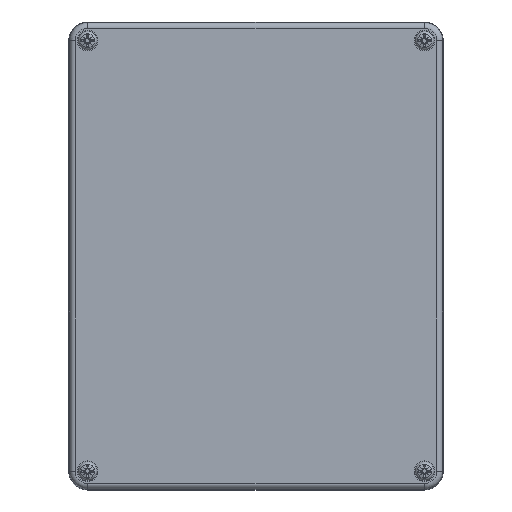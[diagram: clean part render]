
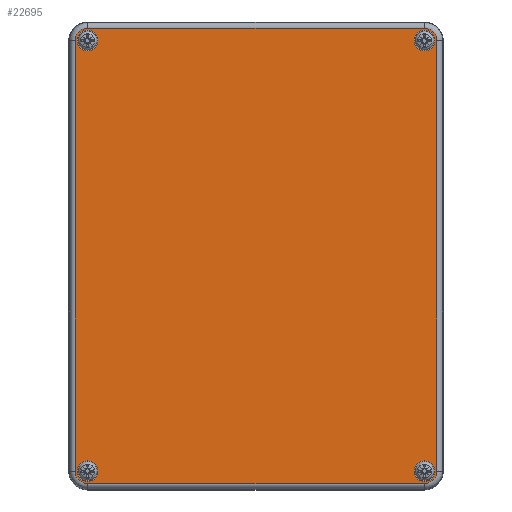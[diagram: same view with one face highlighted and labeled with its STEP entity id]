
A CAD part, top view. The second image highlights one B-rep face of the part: STEP entity #22695.
In plain terms, the highlighted face is planar.
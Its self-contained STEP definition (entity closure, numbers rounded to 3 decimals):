
#22274=CARTESIAN_POINT('',(96.616,-115.,-25.0));
#22275=VERTEX_POINT('',#22274);
#22283=CARTESIAN_POINT('',(96.616,115.,-25.0));
#22284=VERTEX_POINT('',#22283);
#22285=CARTESIAN_POINT('',(96.616,-115.,-25.0));
#22286=DIRECTION('',(0.0,1.0,0.0));
#22287=VECTOR('',#22286,230.);
#22288=LINE('',#22285,#22287);
#22289=EDGE_CURVE('',#22275,#22284,#22288,.T.);
#22316=CARTESIAN_POINT('',(90.,-121.616,-25.0));
#22317=VERTEX_POINT('',#22316);
#22325=CARTESIAN_POINT('',(90.,-115.,-25.0));
#22326=DIRECTION('',(0.0,0.0,1.0));
#22327=DIRECTION('',(0.707,-0.707,0.0));
#22328=AXIS2_PLACEMENT_3D('',#22325,#22326,#22327);
#22329=CIRCLE('',#22328,6.616);
#22330=EDGE_CURVE('',#22317,#22275,#22329,.T.);
#22348=CARTESIAN_POINT('',(90.,121.616,-25.0));
#22349=VERTEX_POINT('',#22348);
#22367=CARTESIAN_POINT('',(90.,115.,-25.0));
#22368=DIRECTION('',(0.0,0.0,1.0));
#22369=DIRECTION('',(0.707,0.707,0.0));
#22370=AXIS2_PLACEMENT_3D('',#22367,#22368,#22369);
#22371=CIRCLE('',#22370,6.616);
#22372=EDGE_CURVE('',#22284,#22349,#22371,.T.);
#22384=CARTESIAN_POINT('',(-90.,-121.616,-25.0));
#22385=VERTEX_POINT('',#22384);
#22393=CARTESIAN_POINT('',(-90.,-121.616,-25.0));
#22394=DIRECTION('',(1.0,0.0,0.0));
#22395=VECTOR('',#22394,180.);
#22396=LINE('',#22393,#22395);
#22397=EDGE_CURVE('',#22385,#22317,#22396,.T.);
#22414=CARTESIAN_POINT('',(-90.,121.616,-25.0));
#22415=VERTEX_POINT('',#22414);
#22432=CARTESIAN_POINT('',(90.,121.616,-25.0));
#22433=DIRECTION('',(-1.0,0.0,0.0));
#22434=VECTOR('',#22433,180.);
#22435=LINE('',#22432,#22434);
#22436=EDGE_CURVE('',#22349,#22415,#22435,.T.);
#22448=CARTESIAN_POINT('',(-96.616,-115.,-25.0));
#22449=VERTEX_POINT('',#22448);
#22457=CARTESIAN_POINT('',(-90.,-115.,-25.0));
#22458=DIRECTION('',(0.0,0.0,1.0));
#22459=DIRECTION('',(-0.707,-0.707,0.0));
#22460=AXIS2_PLACEMENT_3D('',#22457,#22458,#22459);
#22461=CIRCLE('',#22460,6.616);
#22462=EDGE_CURVE('',#22449,#22385,#22461,.T.);
#22480=CARTESIAN_POINT('',(-96.616,115.,-25.0));
#22481=VERTEX_POINT('',#22480);
#22499=CARTESIAN_POINT('',(-90.,115.,-25.0));
#22500=DIRECTION('',(0.0,0.0,1.0));
#22501=DIRECTION('',(-0.707,0.707,0.0));
#22502=AXIS2_PLACEMENT_3D('',#22499,#22500,#22501);
#22503=CIRCLE('',#22502,6.616);
#22504=EDGE_CURVE('',#22415,#22481,#22503,.T.);
#22522=CARTESIAN_POINT('',(-96.616,115.,-25.0));
#22523=DIRECTION('',(0.0,-1.0,0.0));
#22524=VECTOR('',#22523,230.);
#22525=LINE('',#22522,#22524);
#22526=EDGE_CURVE('',#22481,#22449,#22525,.T.);
#22636=CARTESIAN_POINT('',(0.,0.,-25.0));
#22637=DIRECTION('',(0.0,0.0,1.0));
#22638=DIRECTION('',(1.0,0.0,0.0));
#22639=AXIS2_PLACEMENT_3D('',#22636,#22637,#22638);
#22640=PLANE('',#22639);
#22641=ORIENTED_EDGE('',*,*,#22289,.F.);
#22642=ORIENTED_EDGE('',*,*,#22330,.F.);
#22643=ORIENTED_EDGE('',*,*,#22397,.F.);
#22644=ORIENTED_EDGE('',*,*,#22462,.F.);
#22645=ORIENTED_EDGE('',*,*,#22526,.F.);
#22646=ORIENTED_EDGE('',*,*,#22504,.F.);
#22647=ORIENTED_EDGE('',*,*,#22436,.F.);
#22648=ORIENTED_EDGE('',*,*,#22372,.F.);
#22649=EDGE_LOOP('',(#22641,#22642,#22643,#22644,#22645,#22646,#22647,#22648));
#22650=FACE_OUTER_BOUND('',#22649,.T.);
#22651=CARTESIAN_POINT('',(-95.5,-115.,-25.0));
#22652=VERTEX_POINT('',#22651);
#22653=CARTESIAN_POINT('',(-90.,-115.,-25.0));
#22654=DIRECTION('',(0.0,0.0,1.0));
#22655=DIRECTION('',(1.0,0.0,0.0));
#22656=AXIS2_PLACEMENT_3D('',#22653,#22654,#22655);
#22657=CIRCLE('',#22656,5.5);
#22658=EDGE_CURVE('',#22652,#22652,#22657,.T.);
#22659=ORIENTED_EDGE('',*,*,#22658,.T.);
#22660=EDGE_LOOP('',(#22659));
#22661=FACE_BOUND('',#22660,.T.);
#22662=CARTESIAN_POINT('',(-95.5,115.,-25.0));
#22663=VERTEX_POINT('',#22662);
#22664=CARTESIAN_POINT('',(-90.0,115.,-25.0));
#22665=DIRECTION('',(0.0,0.0,1.0));
#22666=DIRECTION('',(1.0,0.0,0.0));
#22667=AXIS2_PLACEMENT_3D('',#22664,#22665,#22666);
#22668=CIRCLE('',#22667,5.5);
#22669=EDGE_CURVE('',#22663,#22663,#22668,.T.);
#22670=ORIENTED_EDGE('',*,*,#22669,.T.);
#22671=EDGE_LOOP('',(#22670));
#22672=FACE_BOUND('',#22671,.T.);
#22673=CARTESIAN_POINT('',(84.5,115.0,-25.0));
#22674=VERTEX_POINT('',#22673);
#22675=CARTESIAN_POINT('',(90.0,115.0,-25.0));
#22676=DIRECTION('',(0.0,0.0,1.0));
#22677=DIRECTION('',(1.0,0.0,0.0));
#22678=AXIS2_PLACEMENT_3D('',#22675,#22676,#22677);
#22679=CIRCLE('',#22678,5.5);
#22680=EDGE_CURVE('',#22674,#22674,#22679,.T.);
#22681=ORIENTED_EDGE('',*,*,#22680,.T.);
#22682=EDGE_LOOP('',(#22681));
#22683=FACE_BOUND('',#22682,.T.);
#22684=CARTESIAN_POINT('',(84.5,-115.0,-25.0));
#22685=VERTEX_POINT('',#22684);
#22686=CARTESIAN_POINT('',(90.,-115.0,-25.0));
#22687=DIRECTION('',(0.0,0.0,1.0));
#22688=DIRECTION('',(1.0,0.0,0.0));
#22689=AXIS2_PLACEMENT_3D('',#22686,#22687,#22688);
#22690=CIRCLE('',#22689,5.5);
#22691=EDGE_CURVE('',#22685,#22685,#22690,.T.);
#22692=ORIENTED_EDGE('',*,*,#22691,.T.);
#22693=EDGE_LOOP('',(#22692));
#22694=FACE_BOUND('',#22693,.T.);
#22695=ADVANCED_FACE('',(#22650,#22661,#22672,#22683,#22694),#22640,.F.);
